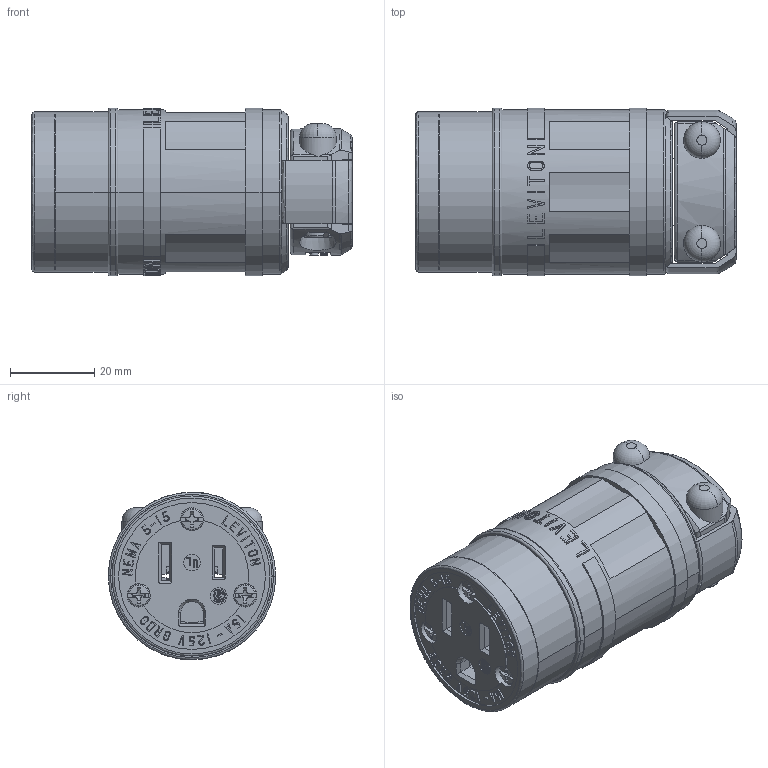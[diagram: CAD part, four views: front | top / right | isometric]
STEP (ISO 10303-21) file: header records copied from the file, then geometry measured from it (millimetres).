
FILE_DESCRIPTION (( 'STEP AP214' ), '1' );
FILE_NAME ('CATSTD-01547-000-M01.STEP', '2020-07-22T12:55:00', ( '' ), ( '' ), 'SwSTEP 2.0', 'SolidWorks 2017', '' );
FILE_SCHEMA (( 'AUTOMOTIVE_DESIGN' ));
Length unit declared in the file: inch
Products named in the file (2): CATSTD-01547-000-M01
Bounding box: 76.2 x 39.88 x 39.88 mm (x, y, z)
Surface area: 17246.7 mm2 (no closed solid volume)
Topology: 0 solids, 19 shells, 924 faces, 2742 edges, 1885 vertices
Faces by surface type: plane 666, cylinder 190, torus 42, cone 19, sphere 6, bspline 1
Full cylindrical faces by diameter (mm): 3.962 x2, 5.537 x3, 6.655 x2, 34.95 x1, 38.1 x1
Entity records: 44037 total; most frequent: CARTESIAN_POINT 7938, ORIENTED_EDGE 5006, DIRECTION 4679, EDGE_CURVE 2720, VERTEX_POINT 1879, LINE 1729, VECTOR 1729, AXIS2_PLACEMENT_3D 1475
